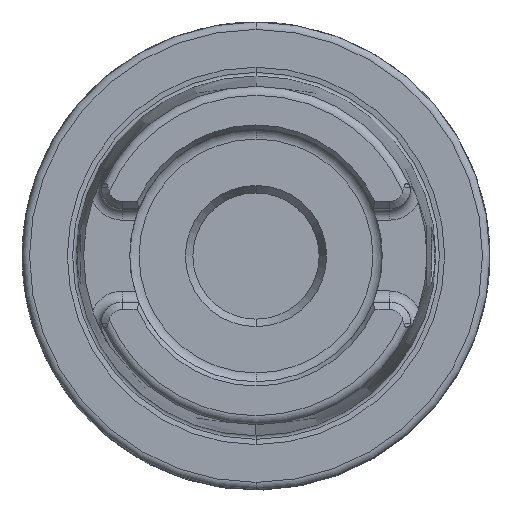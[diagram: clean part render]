
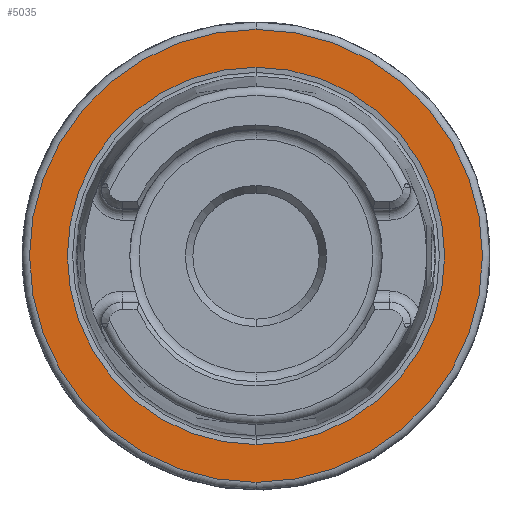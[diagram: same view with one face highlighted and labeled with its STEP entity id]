
A CAD part, top view. The second image highlights one B-rep face of the part: STEP entity #5035.
In plain terms, the highlighted planar face has unit normal (0, 0, 1).
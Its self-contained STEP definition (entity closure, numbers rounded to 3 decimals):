
#1264=CARTESIAN_POINT('',(0,0,26));
#1265=DIRECTION('',(0,0,-1));
#1266=DIRECTION('',(0,1,0));
#1267=AXIS2_PLACEMENT_3D('',#1264,#1265,#1266);
#1277=CARTESIAN_POINT('',(0,0,26));
#1278=DIRECTION('',(0,0,1));
#1279=DIRECTION('',(0,1,0));
#1280=AXIS2_PLACEMENT_3D('',#1277,#1278,#1279);
#1282=CARTESIAN_POINT('',(0,0,26));
#1283=DIRECTION('',(0,0,1));
#1284=DIRECTION('',(0,1,0));
#1285=AXIS2_PLACEMENT_3D('',#1282,#1283,#1284);
#1287=CARTESIAN_POINT('',(0,0,26));
#1288=DIRECTION('',(0,0,1));
#1289=DIRECTION('',(0,-1,0));
#1290=AXIS2_PLACEMENT_3D('',#1287,#1288,#1289);
#3192=CARTESIAN_POINT('',(0,25.409,26));
#3194=VERTEX_POINT('',#3192);
#3228=CARTESIAN_POINT('',(0,-25.409,26));
#3230=VERTEX_POINT('',#3228);
#3294=CARTESIAN_POINT('',(0,30.5,26));
#3295=CARTESIAN_POINT('',(0,-30.5,26));
#3296=VERTEX_POINT('',#3294);
#3297=VERTEX_POINT('',#3295);
#5020=CARTESIAN_POINT('',(0,0,26));
#5021=DIRECTION('',(0,0,-1));
#5022=DIRECTION('',(0,-1,0));
#5023=AXIS2_PLACEMENT_3D('',#5020,#5021,#5022);
#5024=PLANE('',#5023);
#5026=ORIENTED_EDGE('',*,*,#5025,.F.);
#5028=ORIENTED_EDGE('',*,*,#5027,.F.);
#5029=EDGE_LOOP('',(#5026,#5028));
#5030=FACE_OUTER_BOUND('',#5029,.F.);
#5031=ORIENTED_EDGE('',*,*,#5015,.T.);
#5032=ORIENTED_EDGE('',*,*,#4999,.F.);
#5033=EDGE_LOOP('',(#5031,#5032));
#5034=FACE_BOUND('',#5033,.F.);
#5035=ADVANCED_FACE('',(#5030,#5034),#5024,.F.);
#1268=CIRCLE('',#1267,25.409);
#1281=CIRCLE('',#1280,25.409);
#1286=CIRCLE('',#1285,30.5);
#1291=CIRCLE('',#1290,30.5);
#4999=EDGE_CURVE('',#3194,#3230,#1268,.T.);
#5015=EDGE_CURVE('',#3194,#3230,#1281,.T.);
#5025=EDGE_CURVE('',#3296,#3297,#1286,.T.);
#5027=EDGE_CURVE('',#3297,#3296,#1291,.T.);
